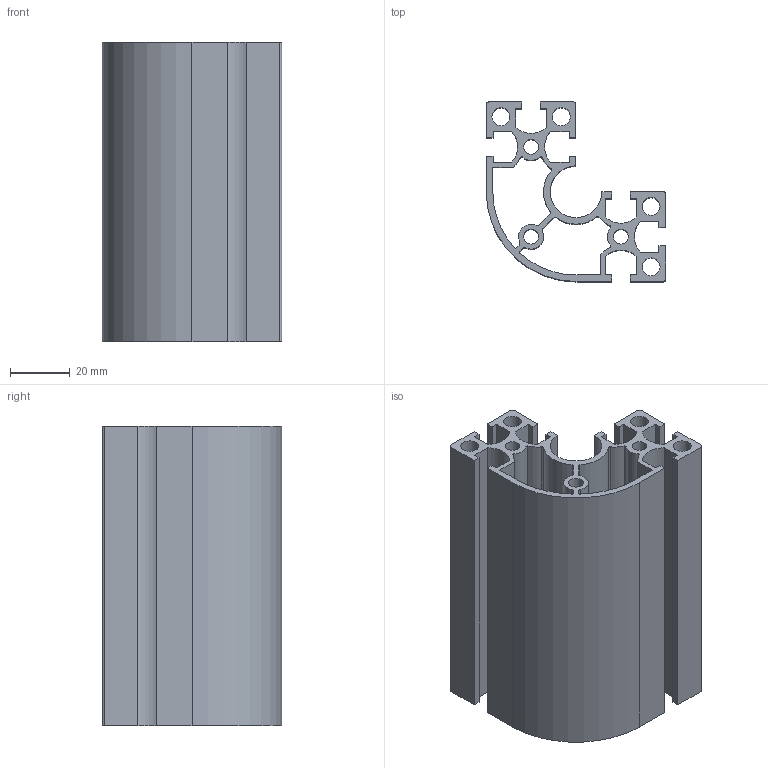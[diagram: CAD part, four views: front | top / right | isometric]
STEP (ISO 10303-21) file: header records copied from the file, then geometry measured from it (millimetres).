
FILE_DESCRIPTION (( 'STEP AP203' ), '1' );
FILE_NAME ('JL-6-6060GR.STEP', '2019-07-23T05:53:19', ( 'admin' ), ( '' ), 'SwSTEP 2.0', 'SolidWorks 2017', '' );
FILE_SCHEMA (( 'CONFIG_CONTROL_DESIGN' ));
Length unit declared in the file: millimetre
Products named in the file (1): JL-6-6060GR
Bounding box: 60 x 60 x 100 mm (x, y, z)
Volume: 80981.3 mm3; surface area: 72311.8 mm2
Topology: 1 solids, 1 shells, 272 faces, 783 edges, 522 vertices
Faces by surface type: plane 184, cylinder 60, bspline 28
Entity records: 9872 total; most frequent: CARTESIAN_POINT 2686, ORIENTED_EDGE 1566, DIRECTION 1337, EDGE_CURVE 783, VECTOR 607, LINE 607, VERTEX_POINT 522, AXIS2_PLACEMENT_3D 365
